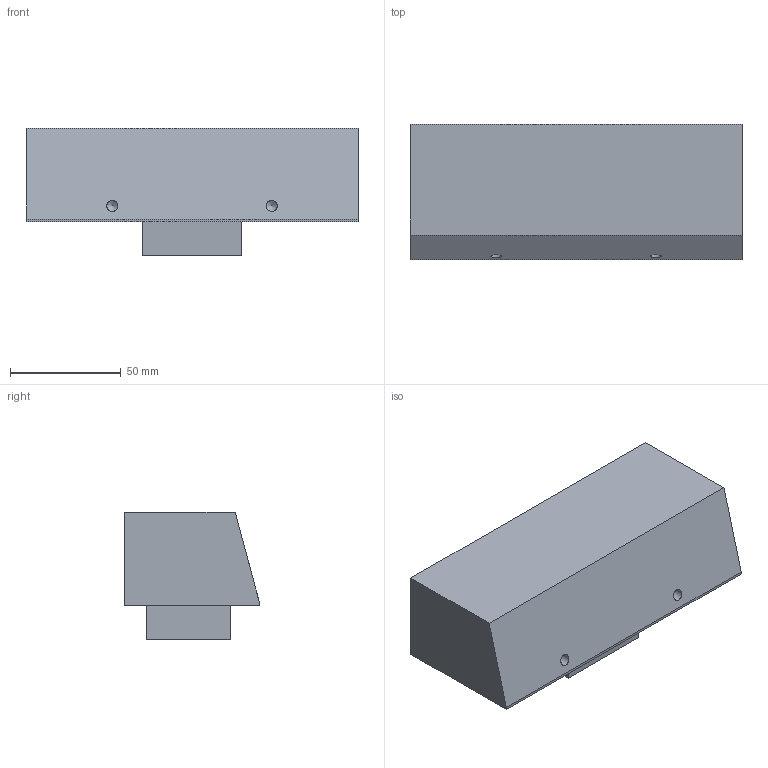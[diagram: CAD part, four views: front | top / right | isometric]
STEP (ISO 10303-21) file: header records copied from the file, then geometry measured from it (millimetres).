
FILE_DESCRIPTION( ( 'Unknown' ), '1' );
FILE_NAME( 'SVF-S02-100W.stp', 'Unknown', ( 'Unknown' ), ( 'Unknown' ), 'PSStep 17.0.49', 'Unknown', ' ' );
FILE_SCHEMA( ( 'AUTOMOTIVE_DESIGN { 1 0 10303 214 1 1 1 1 }' ) );
Length unit declared in the file: millimetre
Products named in the file (1): 1
Bounding box: 149.9 x 61 x 57.6 mm (x, y, z)
Volume: 376901.7 mm3; surface area: 37903.7 mm2
Topology: 1 solids, 1 shells, 22 faces, 57 edges, 38 vertices
Faces by surface type: plane 12, cone 5, cylinder 5
Full cylindrical faces by diameter (mm): 5 x5
Entity records: 743 total; most frequent: CARTESIAN_POINT 93, DIRECTION 93, ORIENTED_EDGE 74, EDGE_CURVE 37, AXIS2_PLACEMENT_3D 33, EDGE_LOOP 33, VERTEX_POINT 33, FACE_OUTER_BOUND 27
